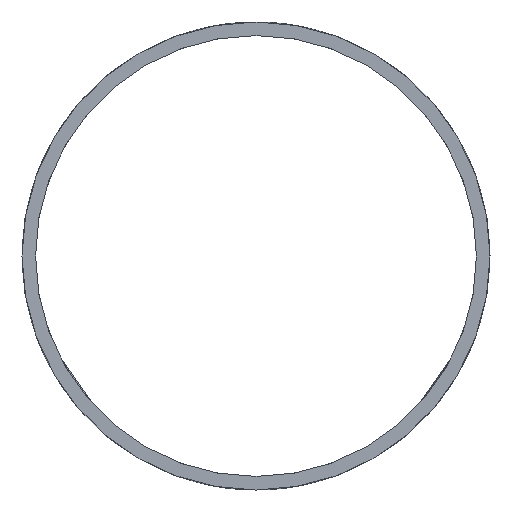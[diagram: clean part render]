
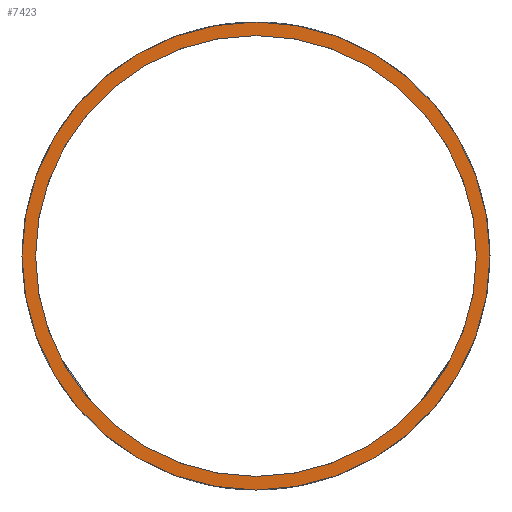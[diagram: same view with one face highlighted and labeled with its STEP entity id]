
A CAD part, left-side view. The second image highlights one B-rep face of the part: STEP entity #7423.
In plain terms, the highlighted planar face has unit normal (-1, 0, 0).
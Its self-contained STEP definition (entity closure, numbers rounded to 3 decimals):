
#492 = AXIS2_PLACEMENT_3D ( 'NONE', #10806, #5967, #1134 ) ;
#600 = EDGE_CURVE ( 'NONE', #12489, #3964, #4955, .T. ) ;
#1134 = DIRECTION ( 'NONE',  ( 0., 0., -1. ) ) ;
#1378 = CARTESIAN_POINT ( 'NONE',  ( -37., 0., -24.375 ) ) ;
#1751 = CARTESIAN_POINT ( 'NONE',  ( -37., 0., 24.375 ) ) ;
#1867 = FACE_OUTER_BOUND ( 'NONE', #9483, .T. ) ;
#2136 = EDGE_LOOP ( 'NONE', ( #3601, #10854 ) ) ;
#2242 = ORIENTED_EDGE ( 'NONE', *, *, #4374, .F. ) ;
#2258 = DIRECTION ( 'NONE',  ( 1., 0., 0. ) ) ;
#2372 = DIRECTION ( 'NONE',  ( 1., 0., 0. ) ) ;
#2760 = DIRECTION ( 'NONE',  ( 0., 0., -1. ) ) ;
#3565 = DIRECTION ( 'NONE',  ( 0., 0., -1. ) ) ;
#3601 = ORIENTED_EDGE ( 'NONE', *, *, #11383, .T. ) ;
#3649 = CIRCLE ( 'NONE', #12403, 25.875 ) ;
#3964 = VERTEX_POINT ( 'NONE', #8531 ) ;
#4243 = AXIS2_PLACEMENT_3D ( 'NONE', #10975, #2258, #6204 ) ;
#4345 = EDGE_CURVE ( 'NONE', #6894, #7089, #8144, .T. ) ;
#4374 = EDGE_CURVE ( 'NONE', #3964, #12489, #3649, .T. ) ;
#4879 = ORIENTED_EDGE ( 'NONE', *, *, #600, .F. ) ;
#4955 = CIRCLE ( 'NONE', #492, 25.875 ) ;
#5552 = CARTESIAN_POINT ( 'NONE',  ( -37., 0., 25.875 ) ) ;
#5895 = AXIS2_PLACEMENT_3D ( 'NONE', #11793, #2372, #6057 ) ;
#5967 = DIRECTION ( 'NONE',  ( 1., 0., 0. ) ) ;
#6057 = DIRECTION ( 'NONE',  ( 0., 0., -1. ) ) ;
#6204 = DIRECTION ( 'NONE',  ( 0., 0., -1. ) ) ;
#6577 = DIRECTION ( 'NONE',  ( 1., 0., 0. ) ) ;
#6894 = VERTEX_POINT ( 'NONE', #1378 ) ;
#7089 = VERTEX_POINT ( 'NONE', #1751 ) ;
#7423 = ADVANCED_FACE ( 'NONE', ( #9450, #1867 ), #12425, .F. ) ;
#8144 = CIRCLE ( 'NONE', #5895, 24.375 ) ;
#8531 = CARTESIAN_POINT ( 'NONE',  ( -37., 0., -25.875 ) ) ;
#9131 = CIRCLE ( 'NONE', #4243, 24.375 ) ;
#9450 = FACE_BOUND ( 'NONE', #2136, .T. ) ;
#9483 = EDGE_LOOP ( 'NONE', ( #4879, #2242 ) ) ;
#10206 = DIRECTION ( 'NONE',  ( 1., 0., 0. ) ) ;
#10325 = CARTESIAN_POINT ( 'NONE',  ( -37., 0., 0. ) ) ;
#10806 = CARTESIAN_POINT ( 'NONE',  ( -37., 0., 0. ) ) ;
#10854 = ORIENTED_EDGE ( 'NONE', *, *, #4345, .T. ) ;
#10975 = CARTESIAN_POINT ( 'NONE',  ( -37., 0., 0. ) ) ;
#11383 = EDGE_CURVE ( 'NONE', #7089, #6894, #9131, .T. ) ;
#11793 = CARTESIAN_POINT ( 'NONE',  ( -37., 0., 0. ) ) ;
#11841 = AXIS2_PLACEMENT_3D ( 'NONE', #12553, #6577, #2760 ) ;
#12403 = AXIS2_PLACEMENT_3D ( 'NONE', #10325, #10206, #3565 ) ;
#12425 = PLANE ( 'NONE',  #11841 ) ;
#12489 = VERTEX_POINT ( 'NONE', #5552 ) ;
#12553 = CARTESIAN_POINT ( 'NONE',  ( -37., 0., 0. ) ) ;
